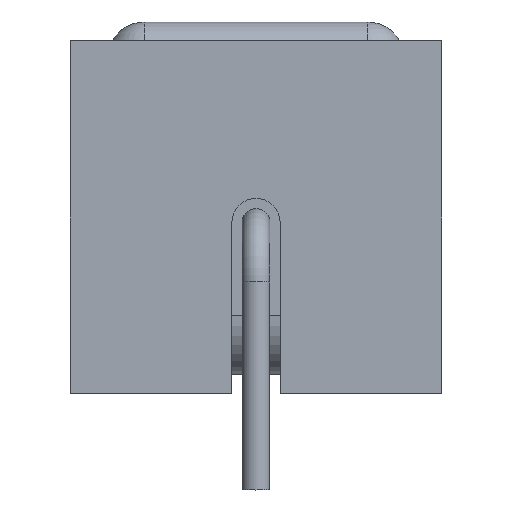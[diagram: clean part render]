
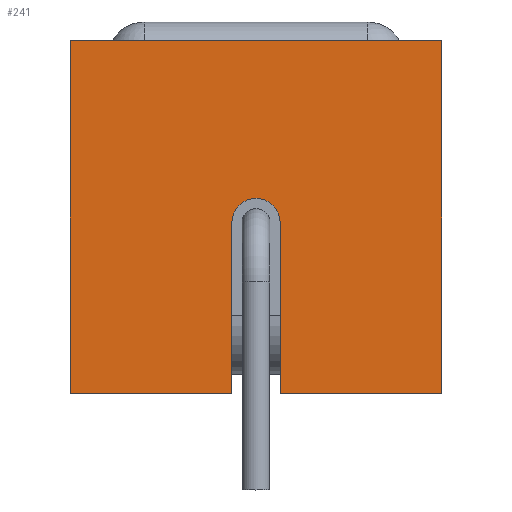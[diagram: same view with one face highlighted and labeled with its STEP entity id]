
A CAD part, left-side view. The second image highlights one B-rep face of the part: STEP entity #241.
In plain terms, the highlighted planar face has unit normal (-1, 0, 0).
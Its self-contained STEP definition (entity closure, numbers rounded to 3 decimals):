
#241=ADVANCED_FACE('',(#756),#758,.T.);
#756=FACE_BOUND('',#757,.T.);
#757=EDGE_LOOP('',(#1162,#1163,#1164,#1165,#1166,#1167,#1168,#1169));
#758=PLANE('',#759);
#759=AXIS2_PLACEMENT_3D('',#760,#761,#762);
#760=CARTESIAN_POINT('',(2.72,-5.,0.1));
#761=DIRECTION('',(-1.,0.,0.));
#762=DIRECTION('',(0.,0.,1.));
#1162=ORIENTED_EDGE('',*,*,#1344,.T.);
#1163=ORIENTED_EDGE('',*,*,#1367,.F.);
#1164=ORIENTED_EDGE('',*,*,#1389,.T.);
#1165=ORIENTED_EDGE('',*,*,#1390,.T.);
#1166=ORIENTED_EDGE('',*,*,#1391,.F.);
#1167=ORIENTED_EDGE('',*,*,#1361,.F.);
#1168=ORIENTED_EDGE('',*,*,#1356,.T.);
#1169=ORIENTED_EDGE('',*,*,#1350,.T.);
#1344=EDGE_CURVE('',#1481,#1479,#1482,.F.);
#1350=EDGE_CURVE('',#1491,#1481,#1492,.F.);
#1356=EDGE_CURVE('',#1501,#1491,#1502,.F.);
#1361=EDGE_CURVE('',#1501,#1509,#1510,.T.);
#1367=EDGE_CURVE('',#1518,#1479,#1520,.T.);
#1389=EDGE_CURVE('',#1518,#1553,#1554,.T.);
#1390=EDGE_CURVE('',#1553,#1555,#1556,.T.);
#1391=EDGE_CURVE('',#1509,#1555,#1557,.T.);
#1479=VERTEX_POINT('',#1703);
#1481=VERTEX_POINT('',#1707);
#1482=LINE('',#1708,#1709);
#1491=VERTEX_POINT('',#1732);
#1492=CIRCLE('',#1733,0.65);
#1501=VERTEX_POINT('',#1755);
#1502=LINE('',#1756,#1757);
#1509=VERTEX_POINT('',#1773);
#1510=LINE('',#1774,#1775);
#1518=VERTEX_POINT('',#1792);
#1520=LINE('',#1796,#1797);
#1553=VERTEX_POINT('',#1873);
#1554=LINE('',#1874,#1875);
#1555=VERTEX_POINT('',#1877);
#1556=LINE('',#1878,#1879);
#1557=LINE('',#1881,#1882);
#1703=CARTESIAN_POINT('',(2.72,-0.65,0.1));
#1707=CARTESIAN_POINT('',(2.72,-0.65,4.7));
#1708=CARTESIAN_POINT('',(2.72,-0.65,0.1));
#1709=VECTOR('',#1710,1.);
#1710=DIRECTION('',(0.,0.,1.));
#1732=CARTESIAN_POINT('',(2.72,0.65,4.7));
#1733=AXIS2_PLACEMENT_3D('',#1734,#1735,#1736);
#1734=CARTESIAN_POINT('',(2.72,0.,4.7));
#1735=DIRECTION('',(-1.,0.,0.));
#1736=DIRECTION('',(0.,-1.,0.));
#1755=CARTESIAN_POINT('',(2.72,0.65,0.1));
#1756=CARTESIAN_POINT('',(2.72,0.65,4.7));
#1757=VECTOR('',#1758,1.);
#1758=DIRECTION('',(0.,0.,-1.));
#1773=CARTESIAN_POINT('',(2.72,5.,0.1));
#1774=CARTESIAN_POINT('',(2.72,0.65,0.1));
#1775=VECTOR('',#1776,1.);
#1776=DIRECTION('',(0.,1.,0.));
#1792=CARTESIAN_POINT('',(2.72,-5.,0.1));
#1796=CARTESIAN_POINT('',(2.72,-5.,0.1));
#1797=VECTOR('',#1798,1.);
#1798=DIRECTION('',(0.,1.,0.));
#1873=CARTESIAN_POINT('',(2.72,-5.,9.6));
#1874=CARTESIAN_POINT('',(2.72,-5.,0.1));
#1875=VECTOR('',#1876,1.);
#1876=DIRECTION('',(0.,0.,1.));
#1877=CARTESIAN_POINT('',(2.72,5.,9.6));
#1878=CARTESIAN_POINT('',(2.72,-5.,9.6));
#1879=VECTOR('',#1880,1.);
#1880=DIRECTION('',(0.,1.,0.));
#1881=CARTESIAN_POINT('',(2.72,5.,0.1));
#1882=VECTOR('',#1883,1.);
#1883=DIRECTION('',(0.,0.,1.));
